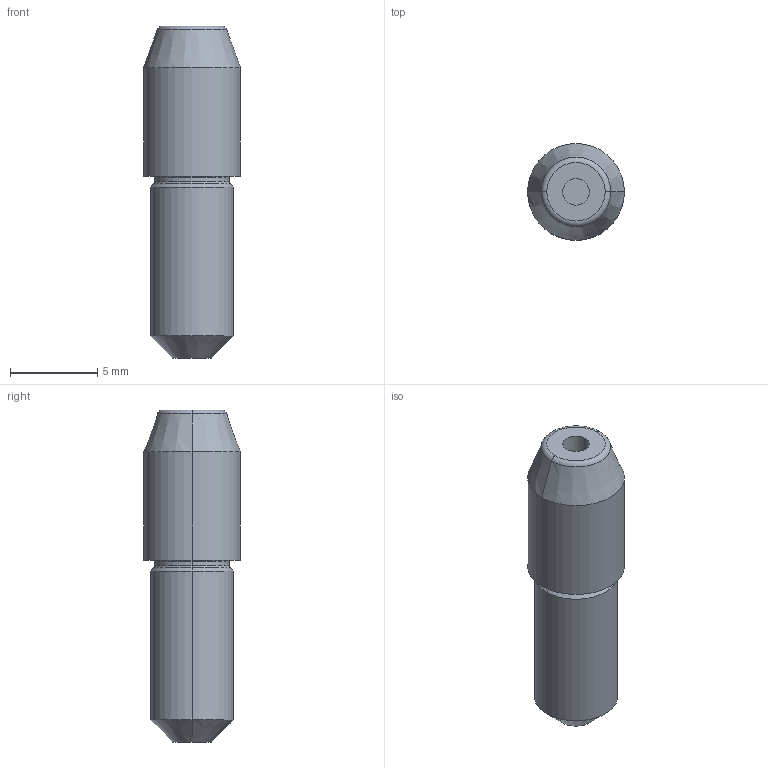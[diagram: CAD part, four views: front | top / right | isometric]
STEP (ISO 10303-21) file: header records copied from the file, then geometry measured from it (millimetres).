
FILE_DESCRIPTION (( 'STEP AP203' ), '1' );
FILE_NAME ('8472A51_Locating Pin.STEP', '2021-09-14T22:23:13', ( 'Administrator' ), ( 'Managed by Terraform' ), 'SwSTEP 2.0', 'SolidWorks 2017', '' );
FILE_SCHEMA (( 'CONFIG_CONTROL_DESIGN' ));
Length unit declared in the file: inch
Products named in the file (1): 8472A51_Locating Pin
Bounding box: 5.56 x 5.56 x 19.05 mm (x, y, z)
Volume: 356.5 mm3; surface area: 354.3 mm2
Topology: 1 solids, 1 shells, 31 faces, 60 edges, 34 vertices
Faces by surface type: cylinder 10, torus 8, cone 8, plane 5
Entity records: 871 total; most frequent: DIRECTION 166, CARTESIAN_POINT 126, ORIENTED_EDGE 120, AXIS2_PLACEMENT_3D 74, EDGE_CURVE 60, CIRCLE 42, VERTEX_POINT 34, EDGE_LOOP 34
